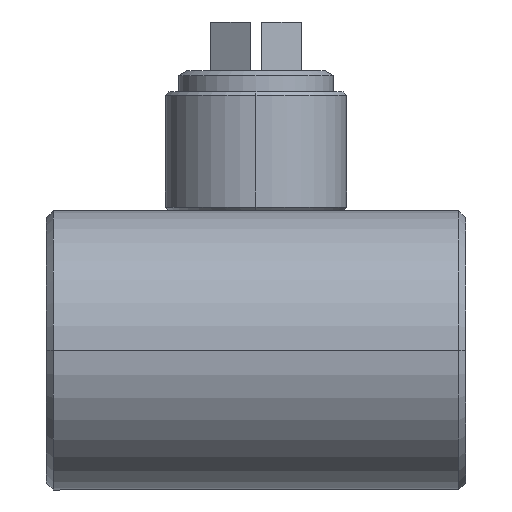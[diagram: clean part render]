
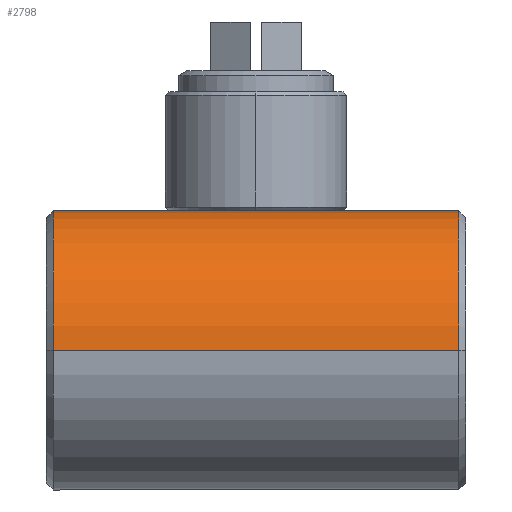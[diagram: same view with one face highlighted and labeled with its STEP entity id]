
A CAD part, left-side view. The second image highlights one B-rep face of the part: STEP entity #2798.
In plain terms, the highlighted cylindrical face has radius 20 mm (diameter 40 mm), a partial arc.
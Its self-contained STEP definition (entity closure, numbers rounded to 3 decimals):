
#74 = CARTESIAN_POINT ( 'NONE',  ( -20., -35., 0. ) ) ;
#134 = VECTOR ( 'NONE', #6393, 1000. ) ;
#841 = CARTESIAN_POINT ( 'NONE',  ( 0., 29., 0. ) ) ;
#1354 = CARTESIAN_POINT ( 'NONE',  ( -40., -35., 0. ) ) ;
#1453 = EDGE_LOOP ( 'NONE', ( #7012, #2197, #6785, #7993 ) ) ;
#1767 = AXIS2_PLACEMENT_3D ( 'NONE', #4138, #5491, #7445 ) ;
#2197 = ORIENTED_EDGE ( 'NONE', *, *, #2363, .T. ) ;
#2294 = LINE ( 'NONE', #3755, #134 ) ;
#2363 = EDGE_CURVE ( 'NONE', #4843, #3815, #5816, .T. ) ;
#2382 = VERTEX_POINT ( 'NONE', #5151 ) ;
#2798 = ADVANCED_FACE ( 'NONE', ( #7197 ), #6567, .T. ) ;
#3107 = VECTOR ( 'NONE', #3218, 1000. ) ;
#3218 = DIRECTION ( 'NONE',  ( 0., -1., 0. ) ) ;
#3755 = CARTESIAN_POINT ( 'NONE',  ( 0., -35., 0. ) ) ;
#3815 = VERTEX_POINT ( 'NONE', #4722 ) ;
#3857 = DIRECTION ( 'NONE',  ( 0., -1., 0. ) ) ;
#3903 = DIRECTION ( 'NONE',  ( 0., -1., 0. ) ) ;
#3986 = CIRCLE ( 'NONE', #1767, 20. ) ;
#4138 = CARTESIAN_POINT ( 'NONE',  ( -20., 29., 0. ) ) ;
#4722 = CARTESIAN_POINT ( 'NONE',  ( -40., -29., 0. ) ) ;
#4843 = VERTEX_POINT ( 'NONE', #4951 ) ;
#4951 = CARTESIAN_POINT ( 'NONE',  ( -40., 29., 0. ) ) ;
#5151 = CARTESIAN_POINT ( 'NONE',  ( 0., -29., 0. ) ) ;
#5206 = EDGE_CURVE ( 'NONE', #2382, #3815, #7346, .T. ) ;
#5491 = DIRECTION ( 'NONE',  ( 0., -1., 0. ) ) ;
#5816 = LINE ( 'NONE', #1354, #3107 ) ;
#6204 = EDGE_CURVE ( 'NONE', #7810, #2382, #2294, .T. ) ;
#6393 = DIRECTION ( 'NONE',  ( 0., -1., 0. ) ) ;
#6445 = CARTESIAN_POINT ( 'NONE',  ( -20., -29., 0. ) ) ;
#6524 = DIRECTION ( 'NONE',  ( 1., 0., 0. ) ) ;
#6539 = AXIS2_PLACEMENT_3D ( 'NONE', #6445, #3903, #7848 ) ;
#6567 = CYLINDRICAL_SURFACE ( 'NONE', #7499, 20. ) ;
#6785 = ORIENTED_EDGE ( 'NONE', *, *, #5206, .F. ) ;
#7012 = ORIENTED_EDGE ( 'NONE', *, *, #8392, .T. ) ;
#7197 = FACE_OUTER_BOUND ( 'NONE', #1453, .T. ) ;
#7346 = CIRCLE ( 'NONE', #6539, 20. ) ;
#7445 = DIRECTION ( 'NONE',  ( 1., 0., 0. ) ) ;
#7499 = AXIS2_PLACEMENT_3D ( 'NONE', #74, #3857, #6524 ) ;
#7810 = VERTEX_POINT ( 'NONE', #841 ) ;
#7848 = DIRECTION ( 'NONE',  ( 1., 0., 0. ) ) ;
#7993 = ORIENTED_EDGE ( 'NONE', *, *, #6204, .F. ) ;
#8392 = EDGE_CURVE ( 'NONE', #7810, #4843, #3986, .T. ) ;
